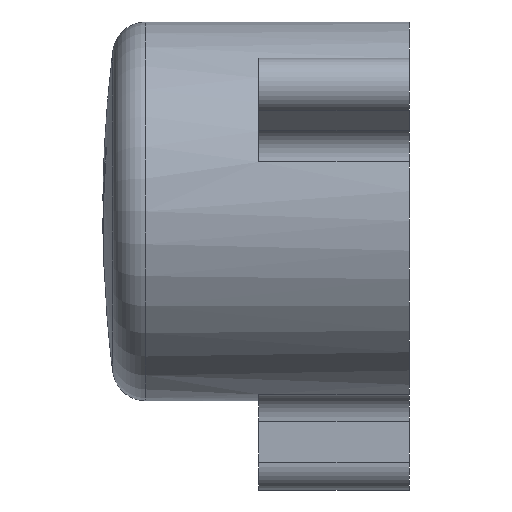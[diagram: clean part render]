
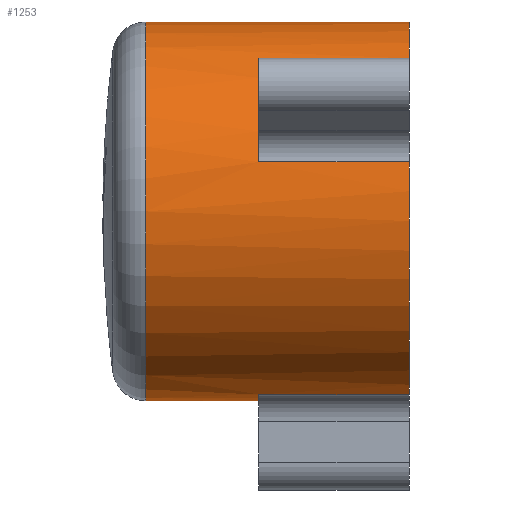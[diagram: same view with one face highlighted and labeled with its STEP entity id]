
A CAD part, left-side view. The second image highlights one B-rep face of the part: STEP entity #1253.
In plain terms, the highlighted cylindrical face has radius 3.4 mm (diameter 6.8 mm), a partial arc.
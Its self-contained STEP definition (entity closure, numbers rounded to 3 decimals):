
#1 = EDGE_CURVE ( 'NONE', #319, #1079, #804, .T. ) ;
#15 = ORIENTED_EDGE ( 'NONE', *, *, #99, .F. ) ;
#20 = EDGE_CURVE ( 'NONE', #913, #408, #1219, .T. ) ;
#22 = AXIS2_PLACEMENT_3D ( 'NONE', #510, #730, #77 ) ;
#57 = VECTOR ( 'NONE', #115, 1000. ) ;
#77 = DIRECTION ( 'NONE',  ( 0., 0., 1. ) ) ;
#98 = CARTESIAN_POINT ( 'NONE',  ( 0., 2.7, -3.4 ) ) ;
#99 = EDGE_CURVE ( 'NONE', #230, #1079, #172, .T. ) ;
#106 = CIRCLE ( 'NONE', #384, 3.4 ) ;
#111 = EDGE_CURVE ( 'NONE', #486, #607, #621, .T. ) ;
#115 = DIRECTION ( 'NONE',  ( 0., -1., 0. ) ) ;
#142 = LINE ( 'NONE', #1083, #57 ) ;
#143 = EDGE_CURVE ( 'NONE', #408, #319, #714, .T. ) ;
#144 = CARTESIAN_POINT ( 'NONE',  ( -0.872, 5.5, -3.286 ) ) ;
#171 = CARTESIAN_POINT ( 'NONE',  ( -2.41, 0., 2.398 ) ) ;
#172 = CIRCLE ( 'NONE', #1269, 3.4 ) ;
#173 = EDGE_CURVE ( 'NONE', #230, #486, #1280, .T. ) ;
#182 = DIRECTION ( 'NONE',  ( 0., -1., 0. ) ) ;
#230 = VERTEX_POINT ( 'NONE', #1067 ) ;
#247 = VECTOR ( 'NONE', #989, 1000. ) ;
#269 = EDGE_CURVE ( 'NONE', #913, #1036, #291, .T. ) ;
#275 = DIRECTION ( 'NONE',  ( 0., 0., 1. ) ) ;
#290 = CARTESIAN_POINT ( 'NONE',  ( 0., 2.7, 0. ) ) ;
#291 = CIRCLE ( 'NONE', #783, 3.4 ) ;
#319 = VERTEX_POINT ( 'NONE', #533 ) ;
#320 = VERTEX_POINT ( 'NONE', #1284 ) ;
#355 = CARTESIAN_POINT ( 'NONE',  ( -3.282, 2.7, 0.888 ) ) ;
#383 = EDGE_CURVE ( 'NONE', #1286, #607, #671, .T. ) ;
#384 = AXIS2_PLACEMENT_3D ( 'NONE', #884, #779, #692 ) ;
#386 = ORIENTED_EDGE ( 'NONE', *, *, #143, .T. ) ;
#399 = ORIENTED_EDGE ( 'NONE', *, *, #20, .T. ) ;
#401 = EDGE_CURVE ( 'NONE', #1286, #320, #106, .T. ) ;
#408 = VERTEX_POINT ( 'NONE', #481 ) ;
#454 = DIRECTION ( 'NONE',  ( 0., -1., 0. ) ) ;
#481 = CARTESIAN_POINT ( 'NONE',  ( -0.872, 0., -3.286 ) ) ;
#486 = VERTEX_POINT ( 'NONE', #171 ) ;
#496 = DIRECTION ( 'NONE',  ( 0., 1., 0. ) ) ;
#510 = CARTESIAN_POINT ( 'NONE',  ( 0., 0., 0. ) ) ;
#528 = ORIENTED_EDGE ( 'NONE', *, *, #401, .T. ) ;
#533 = CARTESIAN_POINT ( 'NONE',  ( -3.282, 0., 0.888 ) ) ;
#540 = ORIENTED_EDGE ( 'NONE', *, *, #383, .F. ) ;
#577 = DIRECTION ( 'NONE',  ( 0., -1., 0. ) ) ;
#603 = DIRECTION ( 'NONE',  ( 0., -1., 0. ) ) ;
#607 = VERTEX_POINT ( 'NONE', #1035 ) ;
#621 = CIRCLE ( 'NONE', #1336, 3.4 ) ;
#642 = VECTOR ( 'NONE', #1105, 1000. ) ;
#671 = LINE ( 'NONE', #1200, #247 ) ;
#692 = DIRECTION ( 'NONE',  ( 0., 0., -1. ) ) ;
#704 = ORIENTED_EDGE ( 'NONE', *, *, #173, .T. ) ;
#714 = CIRCLE ( 'NONE', #22, 3.4 ) ;
#730 = DIRECTION ( 'NONE',  ( 0., 1., 0. ) ) ;
#741 = CARTESIAN_POINT ( 'NONE',  ( -2.41, 5.5, 2.398 ) ) ;
#779 = DIRECTION ( 'NONE',  ( 0., -1., 0. ) ) ;
#783 = AXIS2_PLACEMENT_3D ( 'NONE', #942, #1231, #275 ) ;
#804 = LINE ( 'NONE', #1235, #642 ) ;
#808 = CARTESIAN_POINT ( 'NONE',  ( 0., 4.726, 3.4 ) ) ;
#884 = CARTESIAN_POINT ( 'NONE',  ( 0., 4.726, 0. ) ) ;
#910 = FACE_OUTER_BOUND ( 'NONE', #937, .T. ) ;
#913 = VERTEX_POINT ( 'NONE', #1218 ) ;
#933 = ORIENTED_EDGE ( 'NONE', *, *, #1203, .T. ) ;
#937 = EDGE_LOOP ( 'NONE', ( #540, #528, #933, #1164, #399, #386, #1181, #15, #704, #1389 ) ) ;
#942 = CARTESIAN_POINT ( 'NONE',  ( 0., 2.7, 0. ) ) ;
#989 = DIRECTION ( 'NONE',  ( 0., -1., 0. ) ) ;
#1010 = DIRECTION ( 'NONE',  ( 0., 0., -1. ) ) ;
#1033 = DIRECTION ( 'NONE',  ( 0., 0., 1. ) ) ;
#1035 = CARTESIAN_POINT ( 'NONE',  ( 0., 0., 3.4 ) ) ;
#1036 = VERTEX_POINT ( 'NONE', #98 ) ;
#1067 = CARTESIAN_POINT ( 'NONE',  ( -2.41, 2.7, 2.398 ) ) ;
#1079 = VERTEX_POINT ( 'NONE', #355 ) ;
#1083 = CARTESIAN_POINT ( 'NONE',  ( 0., 5.5, -3.4 ) ) ;
#1105 = DIRECTION ( 'NONE',  ( 0., 1., 0. ) ) ;
#1140 = CARTESIAN_POINT ( 'NONE',  ( 0., 5.5, 0. ) ) ;
#1152 = DIRECTION ( 'NONE',  ( 0.866, 0., -0.5 ) ) ;
#1164 = ORIENTED_EDGE ( 'NONE', *, *, #269, .F. ) ;
#1181 = ORIENTED_EDGE ( 'NONE', *, *, #1, .T. ) ;
#1200 = CARTESIAN_POINT ( 'NONE',  ( 0., 5.5, 3.4 ) ) ;
#1203 = EDGE_CURVE ( 'NONE', #320, #1036, #142, .T. ) ;
#1210 = AXIS2_PLACEMENT_3D ( 'NONE', #1140, #182, #1010 ) ;
#1218 = CARTESIAN_POINT ( 'NONE',  ( -0.872, 2.7, -3.286 ) ) ;
#1219 = LINE ( 'NONE', #144, #1296 ) ;
#1230 = CYLINDRICAL_SURFACE ( 'NONE', #1210, 3.4 ) ;
#1231 = DIRECTION ( 'NONE',  ( 0., -1., 0. ) ) ;
#1235 = CARTESIAN_POINT ( 'NONE',  ( -3.282, 5.5, 0.888 ) ) ;
#1247 = VECTOR ( 'NONE', #454, 1000. ) ;
#1253 = ADVANCED_FACE ( 'NONE', ( #910 ), #1230, .T. ) ;
#1269 = AXIS2_PLACEMENT_3D ( 'NONE', #290, #603, #1152 ) ;
#1280 = LINE ( 'NONE', #741, #1247 ) ;
#1284 = CARTESIAN_POINT ( 'NONE',  ( 0., 4.726, -3.4 ) ) ;
#1286 = VERTEX_POINT ( 'NONE', #808 ) ;
#1296 = VECTOR ( 'NONE', #577, 1000. ) ;
#1336 = AXIS2_PLACEMENT_3D ( 'NONE', #1365, #496, #1033 ) ;
#1365 = CARTESIAN_POINT ( 'NONE',  ( 0., 0., 0. ) ) ;
#1389 = ORIENTED_EDGE ( 'NONE', *, *, #111, .T. ) ;
